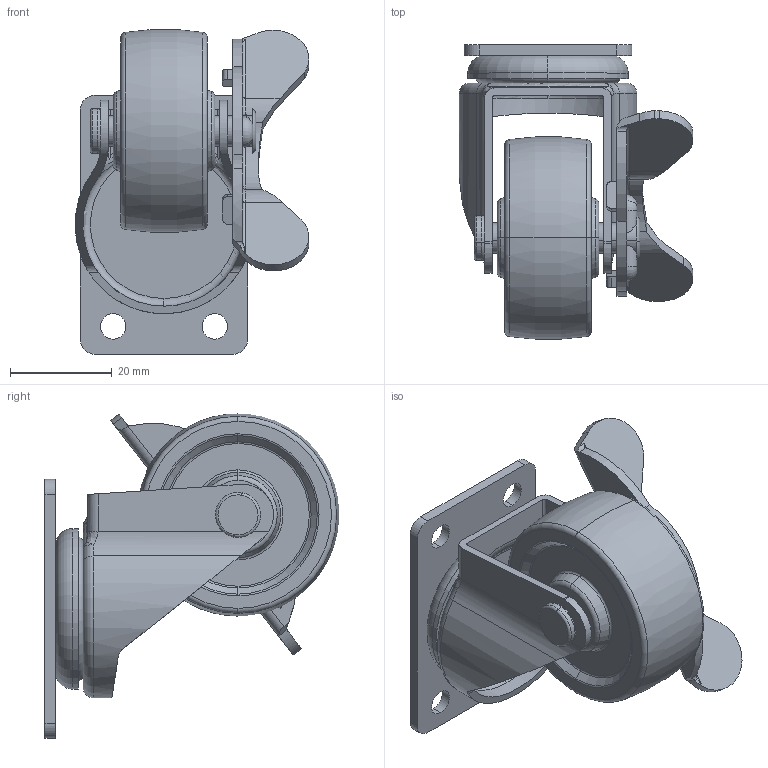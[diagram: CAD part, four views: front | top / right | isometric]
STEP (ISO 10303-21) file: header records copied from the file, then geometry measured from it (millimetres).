
FILE_DESCRIPTION (( 'STEP AP203' ), '1' );
FILE_NAME ('耜伢.STEP', '2026-01-09T06:13:57', ( '' ), ( '' ), 'SwSTEP 2.0', 'SolidWorks 2021', '' );
FILE_SCHEMA (( 'CONFIG_CONTROL_DESIGN' ));
Length unit declared in the file: millimetre
Products named in the file (5): 1.5渡晦謫; 2渡怳啣_蕼偞; 1.5渡25炵蹈魂雄殤; 輪子鉚釘_預設; 耜伢
Assembly tree (4 placements, depth 2):
  耜伢
    1.5渡晦謫
    1.5渡25炵蹈魂雄殤
    輪子鉚釘_預設
    2渡怳啣_蕼偞
Bounding box: 46.02 x 57.89 x 63.93 mm (x, y, z)
Volume: 33583 mm3; surface area: 18245.3 mm2
Topology: 4 solids, 5 shells, 339 faces, 865 edges, 550 vertices
Faces by surface type: plane 141, cylinder 81, torus 62, bspline 43, cone 10, sphere 2
Entity records: 12981 total; most frequent: CARTESIAN_POINT 4497, ORIENTED_EDGE 1718, DIRECTION 1585, EDGE_CURVE 859, AXIS2_PLACEMENT_3D 577, VERTEX_POINT 550, LINE 431, VECTOR 431
